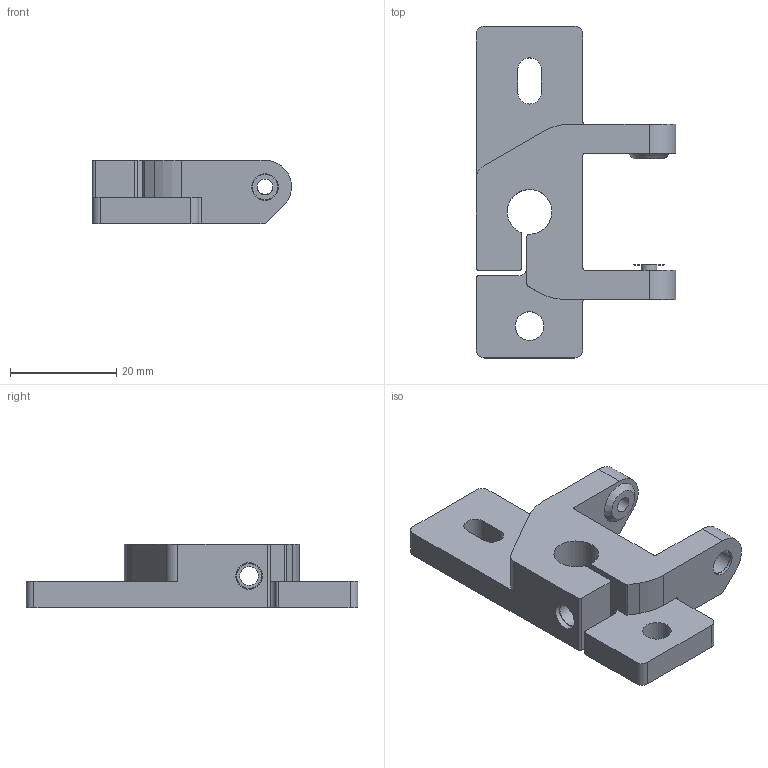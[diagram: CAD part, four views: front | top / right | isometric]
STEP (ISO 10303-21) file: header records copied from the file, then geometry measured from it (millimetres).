
FILE_DESCRIPTION(/* description */ (''),/* implementation_level */ '2;1');
FILE_NAME(/* name */ 'XYIdlerLeft.step',/* time_stamp */ '2020-11-09T08:03:25-05:00',/* author */ (''),/* organization */ (''),/* preprocessor_version */ 'ST-DEVELOPER v18.1',/* originating_system */ 'Autodesk Translation Framework v9.3.0.1241',/* authorisation */ '');
FILE_SCHEMA (('AUTOMOTIVE_DESIGN { 1 0 10303 214 3 1 1 }'));
Length unit declared in the file: millimetre
Products named in the file (1): 1_XY_Idler_Left
Bounding box: 37.49 x 62.5 x 12 mm (x, y, z)
Volume: 10596.5 mm3; surface area: 5929.7 mm2
Topology: 1 solids, 1 shells, 70 faces, 183 edges, 122 vertices
Faces by surface type: cylinder 35, plane 33, cone 2
Full cylindrical faces by diameter (mm): 3 x2, 3.5 x1, 4.7 x3, 5 x2, 5.4 x1, 6.2 x1, 6.5 x1
Entity records: 2247 total; most frequent: DIRECTION 393, CARTESIAN_POINT 388, ORIENTED_EDGE 366, EDGE_CURVE 183, AXIS2_PLACEMENT_3D 143, VERTEX_POINT 122, LINE 107, VECTOR 107
